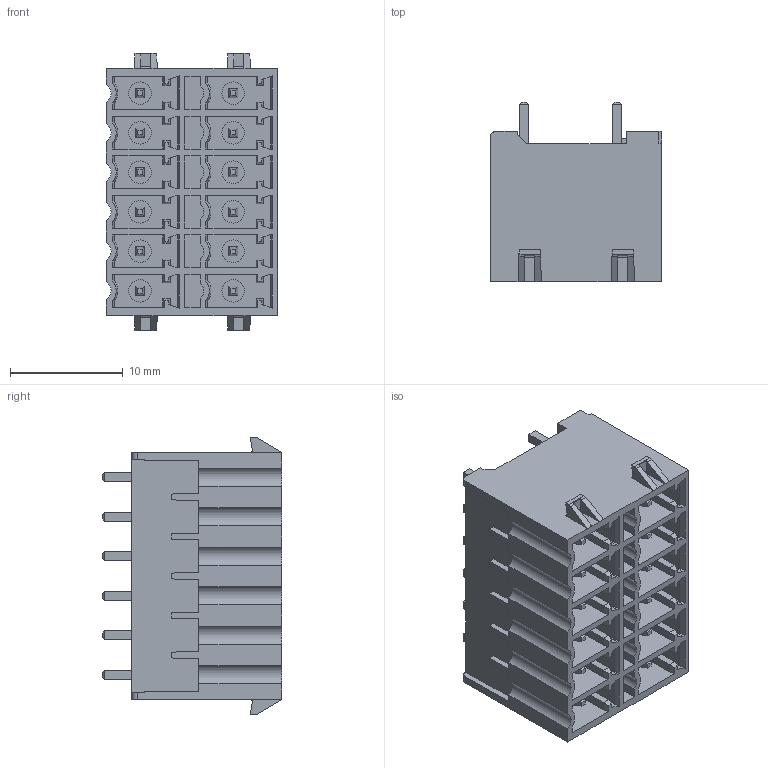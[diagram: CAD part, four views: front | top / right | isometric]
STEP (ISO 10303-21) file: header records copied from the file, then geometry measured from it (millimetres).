
FILE_DESCRIPTION((''),'2;1');
FILE_NAME('TLPHDL-007V-1','2024-09-14T08:40:40',('sheji109'),(''),'CREO PARAMETRIC BY PTC INC, 2018100','CREO PARAMETRIC BY PTC INC, 2018100','');
FILE_SCHEMA(('AUTOMOTIVE_DESIGN { 1 0 10303 214 1 1 1 1 }'));
Length unit declared in the file: millimetre
Products named in the file (1): TLPHDL-007V-1
Bounding box: 15.2 x 15.9 x 24.6 mm (x, y, z)
Volume: 2863 mm3; surface area: 4202.3 mm2
Topology: 1 solids, 13 shells, 1181 faces, 3131 edges, 2030 vertices
Faces by surface type: plane 1015, cylinder 110, cone 48, bspline 8
Entity records: 36434 total; most frequent: CARTESIAN_POINT 7223, ORIENTED_EDGE 6262, DIRECTION 5581, EDGE_CURVE 3131, VECTOR 2751, LINE 2751, VERTEX_POINT 2030, AXIS2_PLACEMENT_3D 1415
